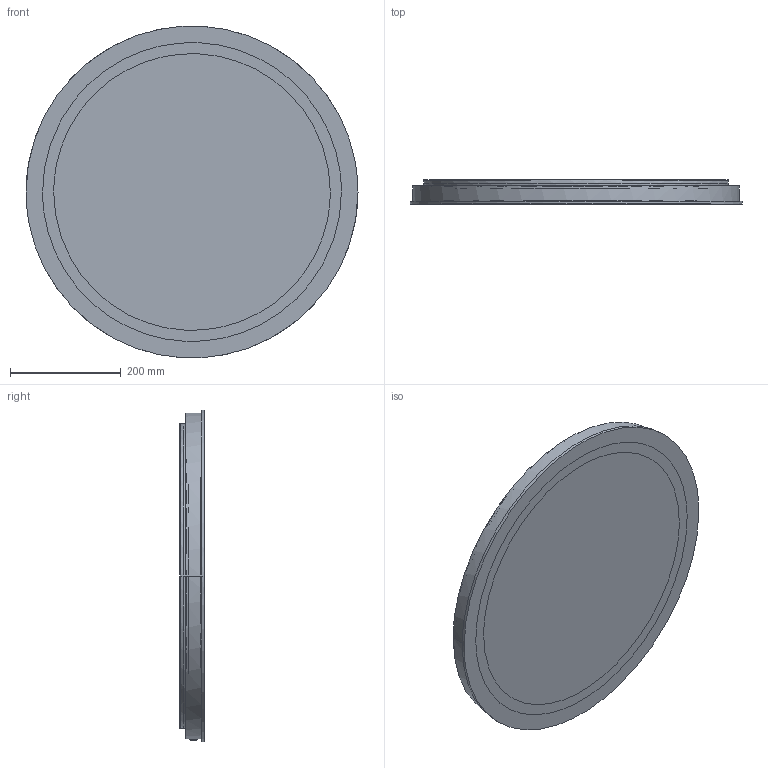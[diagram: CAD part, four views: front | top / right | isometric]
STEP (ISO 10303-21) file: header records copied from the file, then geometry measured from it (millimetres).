
FILE_DESCRIPTION(/* description */ (''),/* implementation_level */ '2;1');
FILE_NAME(/* name */ 'STEP - REC 0060 714 G_31309',/* time_stamp */ '2025-06-13T09:27:29+10:00',/* author */ (''),/* organization */ (''),/* preprocessor_version */ 'ST-DEVELOPER v16.5',/* originating_system */ 'Rhino 7.37',/* authorisation */ '');
FILE_SCHEMA (('AUTOMOTIVE_DESIGN'));
Length unit declared in the file: millimetre
Products named in the file (1): Document
Bounding box: 600 x 44.02 x 598.71 mm (x, y, z)
Volume: 3812603.5 mm3; surface area: 1447508.2 mm2
Topology: 11 solids, 11 shells, 183 faces, 426 edges, 280 vertices
Faces by surface type: plane 101, cylinder 66, bspline 16
Entity records: 5810 total; most frequent: CARTESIAN_POINT 2849, ORIENTED_EDGE 852, EDGE_CURVE 426, VERTEX_POINT 280, B_SPLINE_CURVE_WITH_KNOTS 260, EDGE_LOOP 202, ADVANCED_FACE 183, FACE_OUTER_BOUND 183
